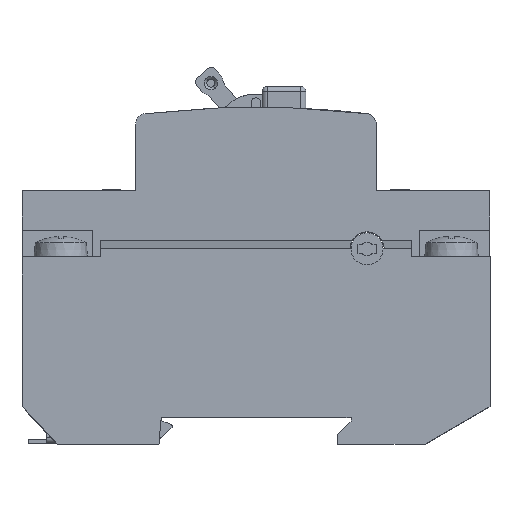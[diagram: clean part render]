
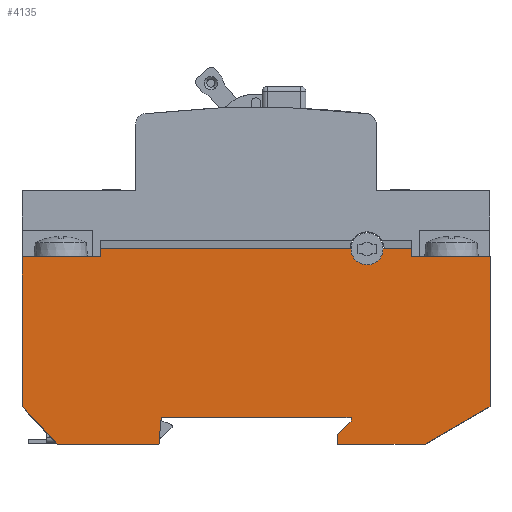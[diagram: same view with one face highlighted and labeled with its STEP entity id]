
A CAD part, top view. The second image highlights one B-rep face of the part: STEP entity #4135.
In plain terms, the highlighted face is planar.
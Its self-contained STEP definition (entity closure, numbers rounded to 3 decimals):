
#525=CARTESIAN_POINT('',(20.75,-36.5,0.));
#526=DIRECTION('',(0.,0.,-1.));
#527=DIRECTION('',(-1.,0.,0.));
#528=AXIS2_PLACEMENT_3D('',#525,#526,#527);
#533=DIRECTION('',(1.,0.,0.));
#534=VECTOR('',#533,5.4);
#535=CARTESIAN_POINT('',(23.75,-36.5,0.));
#536=LINE('',#535,#534);
#540=DIRECTION('',(1.,0.,0.));
#541=VECTOR('',#540,14.6);
#542=CARTESIAN_POINT('',(29.15,-35.,0.));
#543=LINE('',#542,#541);
#547=DIRECTION('',(0.,1.,0.));
#548=VECTOR('',#547,28.);
#549=CARTESIAN_POINT('',(43.75,-35.,0.));
#550=LINE('',#549,#548);
#554=DIRECTION('',(-0.866,0.5,0.));
#555=VECTOR('',#554,14.);
#556=CARTESIAN_POINT('',(43.75,-7.,0.));
#557=LINE('',#556,#555);
#561=DIRECTION('',(-1.,0.,0.));
#562=VECTOR('',#561,16.376);
#563=CARTESIAN_POINT('',(31.626,0.,0.));
#564=LINE('',#563,#562);
#568=DIRECTION('',(0.,-1.,0.));
#569=VECTOR('',#568,1.8);
#570=CARTESIAN_POINT('',(15.25,0.,0.));
#571=LINE('',#570,#569);
#575=DIRECTION('',(0.707,-0.707,0.));
#576=VECTOR('',#575,3.536);
#577=CARTESIAN_POINT('',(15.25,-1.8,0.));
#578=LINE('',#577,#576);
#582=DIRECTION('',(0.,-1.,0.));
#583=VECTOR('',#582,0.7);
#584=CARTESIAN_POINT('',(17.75,-4.3,0.));
#585=LINE('',#584,#583);
#589=DIRECTION('',(-1.,0.,0.));
#590=VECTOR('',#589,35.5);
#591=CARTESIAN_POINT('',(17.75,-5.,0.));
#592=LINE('',#591,#590);
#596=DIRECTION('',(-0.087,0.996,0.));
#597=VECTOR('',#596,5.019);
#598=CARTESIAN_POINT('',(-17.75,-5.,0.));
#599=LINE('',#598,#597);
#603=DIRECTION('',(-1.,0.,0.));
#604=VECTOR('',#603,19.035);
#605=CARTESIAN_POINT('',(-18.187,0.,0.));
#606=LINE('',#605,#604);
#610=DIRECTION('',(-0.682,-0.731,0.));
#611=VECTOR('',#610,9.571);
#612=CARTESIAN_POINT('',(-37.222,0.,0.));
#613=LINE('',#612,#611);
#617=DIRECTION('',(0.,-1.,0.));
#618=VECTOR('',#617,28.);
#619=CARTESIAN_POINT('',(-43.75,-7.,0.));
#620=LINE('',#619,#618);
#624=DIRECTION('',(1.,0.,0.));
#625=VECTOR('',#624,14.6);
#626=CARTESIAN_POINT('',(-43.75,-35.,0.));
#627=LINE('',#626,#625);
#631=DIRECTION('',(0.,-1.,0.));
#632=VECTOR('',#631,1.5);
#633=CARTESIAN_POINT('',(-29.15,-35.,0.));
#634=LINE('',#633,#632);
#638=DIRECTION('',(1.,0.,0.));
#639=VECTOR('',#638,46.9);
#640=CARTESIAN_POINT('',(-29.15,-36.5,0.));
#641=LINE('',#640,#639);
#1640=DIRECTION('',(0.,-1.,0.));
#1641=VECTOR('',#1640,1.5);
#1642=CARTESIAN_POINT('',(29.15,-35.,0.));
#1643=LINE('',#1642,#1641);
#3299=CARTESIAN_POINT('',(43.75,-35.,0.));
#3300=VERTEX_POINT('',#3299);
#3301=CARTESIAN_POINT('',(29.15,-35.,0.));
#3302=VERTEX_POINT('',#3301);
#3343=CARTESIAN_POINT('',(43.75,-7.,0.));
#3344=VERTEX_POINT('',#3343);
#3367=CARTESIAN_POINT('',(31.626,0.,0.));
#3368=VERTEX_POINT('',#3367);
#3369=CARTESIAN_POINT('',(17.75,-36.5,0.));
#3370=CARTESIAN_POINT('',(23.75,-36.5,0.));
#3371=VERTEX_POINT('',#3369);
#3372=VERTEX_POINT('',#3370);
#3373=CARTESIAN_POINT('',(29.15,-36.5,0.));
#3374=VERTEX_POINT('',#3373);
#3375=CARTESIAN_POINT('',(15.25,0.,0.));
#3376=VERTEX_POINT('',#3375);
#3377=CARTESIAN_POINT('',(15.25,-1.8,0.));
#3378=VERTEX_POINT('',#3377);
#3379=CARTESIAN_POINT('',(17.75,-4.3,0.));
#3380=VERTEX_POINT('',#3379);
#3381=CARTESIAN_POINT('',(17.75,-5.,0.));
#3382=VERTEX_POINT('',#3381);
#3383=CARTESIAN_POINT('',(-17.75,-5.,0.));
#3384=VERTEX_POINT('',#3383);
#3385=CARTESIAN_POINT('',(-18.187,0.,0.));
#3386=VERTEX_POINT('',#3385);
#3387=CARTESIAN_POINT('',(-37.222,0.,0.));
#3388=VERTEX_POINT('',#3387);
#3389=CARTESIAN_POINT('',(-43.75,-7.,0.));
#3390=VERTEX_POINT('',#3389);
#3391=CARTESIAN_POINT('',(-43.75,-35.,0.));
#3392=VERTEX_POINT('',#3391);
#3393=CARTESIAN_POINT('',(-29.15,-35.,0.));
#3394=VERTEX_POINT('',#3393);
#3395=CARTESIAN_POINT('',(-29.15,-36.5,0.));
#3396=VERTEX_POINT('',#3395);
#4095=CARTESIAN_POINT('',(0.,0.,0.));
#4096=DIRECTION('',(0.,0.,1.));
#4097=DIRECTION('',(-1.,0.,0.));
#4098=AXIS2_PLACEMENT_3D('',#4095,#4096,#4097);
#4099=PLANE('',#4098);
#4101=ORIENTED_EDGE('',*,*,#4100,.T.);
#4103=ORIENTED_EDGE('',*,*,#4102,.T.);
#4105=ORIENTED_EDGE('',*,*,#4104,.F.);
#4106=ORIENTED_EDGE('',*,*,#3935,.T.);
#4107=ORIENTED_EDGE('',*,*,#4028,.T.);
#4108=ORIENTED_EDGE('',*,*,#4079,.T.);
#4110=ORIENTED_EDGE('',*,*,#4109,.T.);
#4112=ORIENTED_EDGE('',*,*,#4111,.T.);
#4114=ORIENTED_EDGE('',*,*,#4113,.T.);
#4116=ORIENTED_EDGE('',*,*,#4115,.T.);
#4118=ORIENTED_EDGE('',*,*,#4117,.T.);
#4120=ORIENTED_EDGE('',*,*,#4119,.T.);
#4122=ORIENTED_EDGE('',*,*,#4121,.T.);
#4124=ORIENTED_EDGE('',*,*,#4123,.T.);
#4126=ORIENTED_EDGE('',*,*,#4125,.T.);
#4128=ORIENTED_EDGE('',*,*,#4127,.T.);
#4130=ORIENTED_EDGE('',*,*,#4129,.T.);
#4132=ORIENTED_EDGE('',*,*,#4131,.T.);
#4133=EDGE_LOOP('',(#4101,#4103,#4105,#4106,#4107,#4108,#4110,#4112,#4114,#4116,
#4118,#4120,#4122,#4124,#4126,#4128,#4130,#4132));
#4134=FACE_OUTER_BOUND('',#4133,.F.);
#529=CIRCLE('',#528,3.);
#3935=EDGE_CURVE('',#3302,#3300,#543,.T.);
#4028=EDGE_CURVE('',#3300,#3344,#550,.T.);
#4079=EDGE_CURVE('',#3344,#3368,#557,.T.);
#4100=EDGE_CURVE('',#3371,#3372,#529,.T.);
#4102=EDGE_CURVE('',#3372,#3374,#536,.T.);
#4104=EDGE_CURVE('',#3302,#3374,#1643,.T.);
#4109=EDGE_CURVE('',#3368,#3376,#564,.T.);
#4111=EDGE_CURVE('',#3376,#3378,#571,.T.);
#4113=EDGE_CURVE('',#3378,#3380,#578,.T.);
#4115=EDGE_CURVE('',#3380,#3382,#585,.T.);
#4117=EDGE_CURVE('',#3382,#3384,#592,.T.);
#4119=EDGE_CURVE('',#3384,#3386,#599,.T.);
#4121=EDGE_CURVE('',#3386,#3388,#606,.T.);
#4123=EDGE_CURVE('',#3388,#3390,#613,.T.);
#4125=EDGE_CURVE('',#3390,#3392,#620,.T.);
#4127=EDGE_CURVE('',#3392,#3394,#627,.T.);
#4129=EDGE_CURVE('',#3394,#3396,#634,.T.);
#4131=EDGE_CURVE('',#3396,#3371,#641,.T.);
#4135=ADVANCED_FACE('',(#4134),#4099,.F.);
